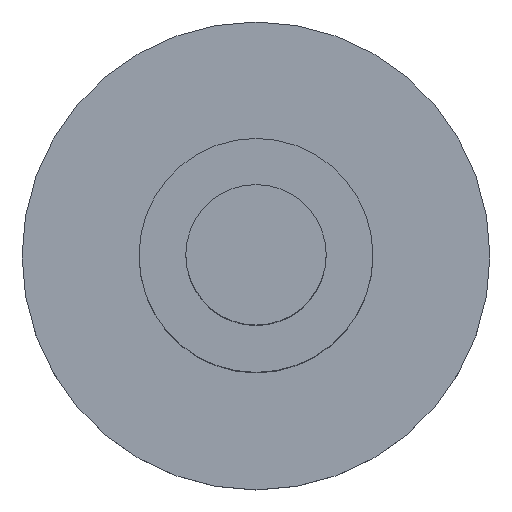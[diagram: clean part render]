
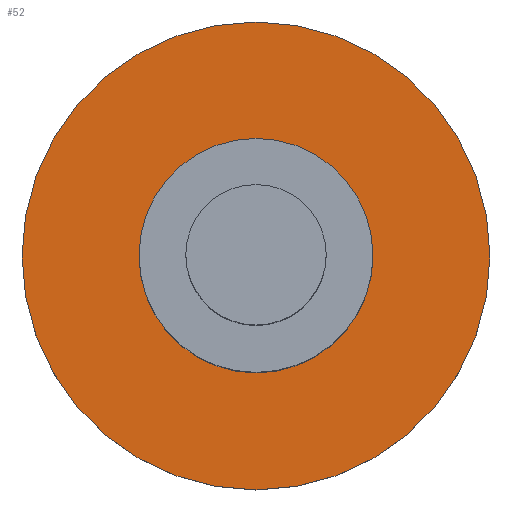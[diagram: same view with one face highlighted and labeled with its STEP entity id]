
A CAD part, top view. The second image highlights one B-rep face of the part: STEP entity #52.
In plain terms, the highlighted planar face has unit normal (0, 0, 1).
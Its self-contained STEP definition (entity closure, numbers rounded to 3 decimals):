
#52=ADVANCED_FACE('',(#89,#91),#93,.T.);
#89=FACE_BOUND('',#90,.T.);
#90=EDGE_LOOP('',(#121));
#91=FACE_BOUND('',#92,.T.);
#92=EDGE_LOOP('',(#122));
#93=PLANE('',#94);
#94=AXIS2_PLACEMENT_3D('',#95,#96,#97);
#95=CARTESIAN_POINT('',(0.,0.,2.));
#96=DIRECTION('',(0.,0.,1.));
#97=DIRECTION('',(-1.,0.,0.));
#121=ORIENTED_EDGE('',*,*,#130,.T.);
#122=ORIENTED_EDGE('',*,*,#129,.F.);
#129=EDGE_CURVE('',#138,#138,#139,.T.);
#130=EDGE_CURVE('',#140,#140,#141,.T.);
#138=VERTEX_POINT('',#159);
#139=CIRCLE('',#160,5.);
#140=VERTEX_POINT('',#164);
#141=CIRCLE('',#165,10.);
#159=CARTESIAN_POINT('',(-5.,0.,2.));
#160=AXIS2_PLACEMENT_3D('',#161,#162,#163);
#161=CARTESIAN_POINT('',(0.,0.,2.));
#162=DIRECTION('',(0.,0.,1.));
#163=DIRECTION('',(-1.,0.,0.));
#164=CARTESIAN_POINT('',(-10.,0.,2.));
#165=AXIS2_PLACEMENT_3D('',#166,#167,#168);
#166=CARTESIAN_POINT('',(0.,0.,2.));
#167=DIRECTION('',(0.,0.,1.));
#168=DIRECTION('',(-1.,0.,0.));
